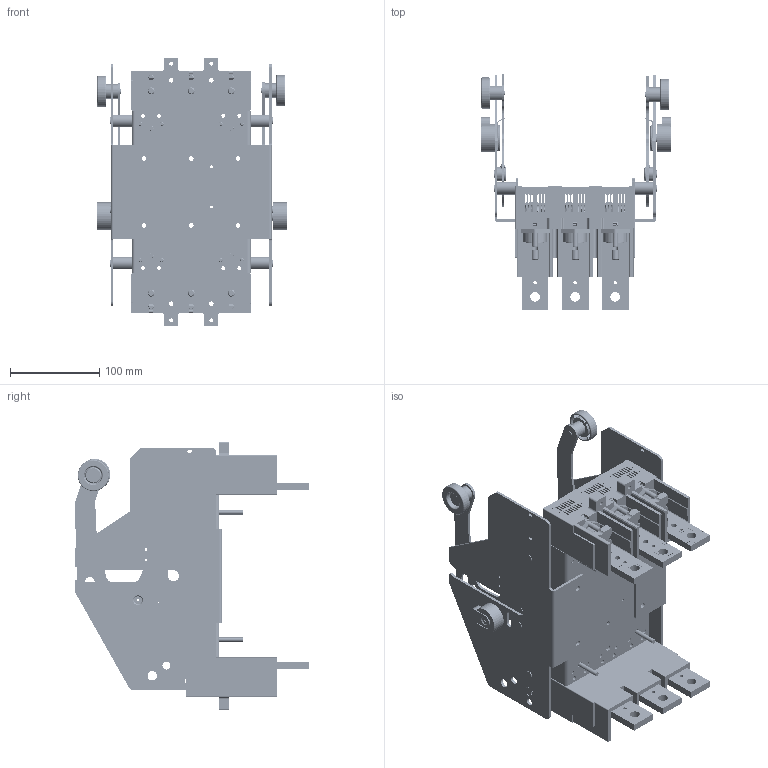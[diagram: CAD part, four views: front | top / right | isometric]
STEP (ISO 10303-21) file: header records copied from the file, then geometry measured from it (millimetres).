
FILE_DESCRIPTION((''),'2;1');
FILE_NAME('ASM0245_ASM','2020-07-21T09:28:01',('zhxmin'),(''),'CREO PARAMETRIC BY PTC INC, 2018020','CREO PARAMETRIC BY PTC INC, 2018020','');
FILE_SCHEMA(('CONFIG_CONTROL_DESIGN','SHAPE_APPEARANCE_LAYERS_GROUPS'));
Products named in the file (64): WF8_151_502_1; WF8_205_719_1; WF8_724_502_1; 3WF8_253_537_1_2; WF8_205_713_1; WF8_205_715_1; WF8_969_504_1; WF8_205_716_1; WF8_253_534_1; 3WF8_253_532_1; 3WF5_253_511_1_ASM; 2WF8_135_506_1_2; 3WF5_135_501_1_ASM; WF8_151_502; WF8_205_719; WF8_969_504; WF8_205_716; WF8_253_534; 3WF8_253_532; 3WF5_253_510_1_ASM; WF8_724_502; 3WF8_253_537; WF8_205_713; WF8_205_715; 2WF8_135_507_1_2; 3WF5_135_500_1_ASM; WF5_024_601-34_1_ASM; WF5_024_601-40_1_ASM; WF5_024_601-46_1_ASM; WF5_024_601-52_1_ASM; WF5_024_601-58_1_ASM; WF5_024_601-4_1_ASM; CH2-EX9M3_2000_ASM; WL8_300_044X_1; WL8_300_044_1; 2WL5_024_161-2305_1; 2WL5_024_161-2311_1; 2WL5_024_161-28_1; WL8_325_037_1; WL8_551_034_1 ...
Assembly tree (200 placements, depth 6):
  ASM0245_ASM
    CH2-EX9M3_2000_ASM
      3WF5_135_501_1_ASM
        WF8_151_502_1
        WF8_205_719_1
        WF8_724_502_1
        3WF8_253_537_1_2
        WF8_205_713_1
        WF8_205_715_1  x2
        3WF5_253_511_1_ASM
          WF8_969_504_1
          WF8_205_716_1
          WF8_253_534_1
          3WF8_253_532_1
        2WF8_135_506_1_2
      3WF5_135_500_1_ASM
        WF8_151_502
        WF8_205_719
        3WF5_253_510_1_ASM
          WF8_969_504
          WF8_205_716
          WF8_253_534
          3WF8_253_532
        WF8_724_502
        3WF8_253_537
        WF8_205_713
        WF8_205_715  x2
        2WF8_135_507_1_2
      WF5_024_601-34_1_ASM
      WF5_024_601-40_1_ASM
      WF5_024_601-46_1_ASM
      WF5_024_601-52_1_ASM
      WF5_024_601-58_1_ASM
      WF5_024_601-4_1_ASM
    ASM0246_ASM
      630EX9M3_DOB23_CO-20170228_2_ASM
        630EX9M3-9_10001_ASM
          WL8_300_044X_1  x2
          WL8_300_044_1
          2WL5_024_161-2305_1
          2WL5_024_161-2311_1
          2WL5_024_161-28_1
          630-36028_100_ASM
            WL8_325_037_1
            WL8_551_034_1  x20
            WL8_551_029_1
            WL8_100_258_1
          630-36033_100_ASM
            WL8_325_037
            WL8_551_034  x20
            WL8_551_029
            WL8_100_258
          630-15_100_ASM
            WL8_325_037
            WL8_551_034  x20
            WL8_551_029
            WL8_100_258
        630EX9M3-5_10001_ASM
          WL8_300_044X  x2
          630-14_100_ASM
Bounding box: 212.8 x 263.58 x 302 mm (x, y, z)
Volume: 1173698.5 mm3; surface area: 705836.7 mm2
Topology: 179 solids, 183 shells, 9090 faces, 26204 edges, 18106 vertices
Faces by surface type: plane 6187, cylinder 2639, torus 94, cone 84, extrusion 54, bspline 20, sphere 12
Entity records: 172192 total; most frequent: CARTESIAN_POINT 27316, DIRECTION 24246, ORIENTED_EDGE 23604, EDGE_CURVE 11804, VECTOR 8374, LINE 8338, VERTEX_POINT 7994, AXIS2_PLACEMENT_3D 7936
